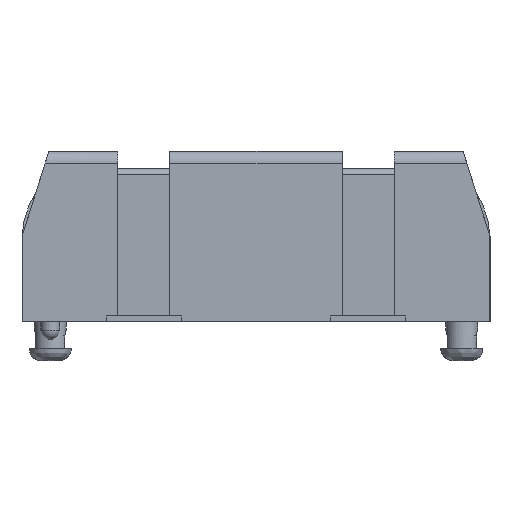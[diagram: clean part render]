
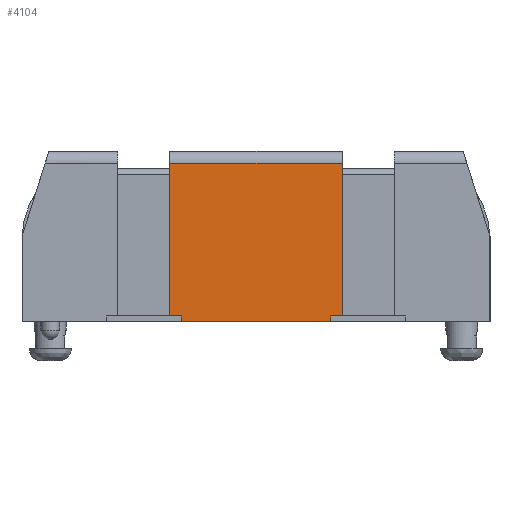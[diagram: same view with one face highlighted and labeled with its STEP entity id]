
A CAD part, left-side view. The second image highlights one B-rep face of the part: STEP entity #4104.
In plain terms, the highlighted planar face has unit normal (-1, 0, 0).
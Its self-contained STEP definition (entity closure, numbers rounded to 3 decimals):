
#141=PLANE('',#4392);
#340=FACE_OUTER_BOUND('',#555,.T.);
#555=EDGE_LOOP('',(#3313,#3314,#3315,#3316,#3317,#3318,#3319,#3320));
#815=LINE('',#5752,#1310);
#823=LINE('',#5769,#1318);
#962=LINE('',#6385,#1457);
#987=LINE('',#6437,#1482);
#1007=LINE('',#6491,#1502);
#1010=LINE('',#6496,#1505);
#1011=LINE('',#6498,#1506);
#1012=LINE('',#6499,#1507);
#1310=VECTOR('',#4628,10.);
#1318=VECTOR('',#4640,10.);
#1457=VECTOR('',#4989,10.);
#1482=VECTOR('',#5042,10.);
#1502=VECTOR('',#5092,10.);
#1505=VECTOR('',#5097,10.);
#1506=VECTOR('',#5098,10.);
#1507=VECTOR('',#5099,10.);
#1808=VERTEX_POINT('',#5745);
#1811=VERTEX_POINT('',#5750);
#1818=VERTEX_POINT('',#5768);
#1949=VERTEX_POINT('',#6381);
#1963=VERTEX_POINT('',#6436);
#1980=VERTEX_POINT('',#6487);
#1982=VERTEX_POINT('',#6490);
#1984=VERTEX_POINT('',#6497);
#2218=EDGE_CURVE('',#1811,#1808,#815,.T.);
#2226=EDGE_CURVE('',#1818,#1808,#823,.T.);
#2423=EDGE_CURVE('',#1818,#1949,#962,.T.);
#2450=EDGE_CURVE('',#1949,#1963,#987,.T.);
#2476=EDGE_CURVE('',#1982,#1980,#1007,.T.);
#2479=EDGE_CURVE('',#1982,#1811,#1010,.T.);
#2480=EDGE_CURVE('',#1980,#1984,#1011,.T.);
#2481=EDGE_CURVE('',#1984,#1963,#1012,.T.);
#3313=ORIENTED_EDGE('',*,*,#2218,.F.);
#3314=ORIENTED_EDGE('',*,*,#2479,.F.);
#3315=ORIENTED_EDGE('',*,*,#2476,.T.);
#3316=ORIENTED_EDGE('',*,*,#2480,.T.);
#3317=ORIENTED_EDGE('',*,*,#2481,.T.);
#3318=ORIENTED_EDGE('',*,*,#2450,.F.);
#3319=ORIENTED_EDGE('',*,*,#2423,.F.);
#3320=ORIENTED_EDGE('',*,*,#2226,.T.);
#4104=ADVANCED_FACE('',(#340),#141,.T.);
#4392=AXIS2_PLACEMENT_3D('',#6495,#5095,#5096);
#4628=DIRECTION('',(0.,-1.,0.));
#4640=DIRECTION('',(0.,0.,1.));
#4989=DIRECTION('',(0.,1.,0.));
#5042=DIRECTION('',(0.,0.,-1.));
#5092=DIRECTION('',(0.,-1.,0.));
#5095=DIRECTION('center_axis',(-1.,0.,0.));
#5096=DIRECTION('ref_axis',(0.,-1.,0.));
#5097=DIRECTION('',(0.,0.,1.));
#5098=DIRECTION('',(0.,0.,-1.));
#5099=DIRECTION('',(0.,-1.,0.));
#5745=CARTESIAN_POINT('',(0.,12.55,13.5));
#5750=CARTESIAN_POINT('',(0.,27.25,13.5));
#5752=CARTESIAN_POINT('',(0.,28.55,13.5));
#5768=CARTESIAN_POINT('',(0.,12.55,0.5));
#5769=CARTESIAN_POINT('',(0.,12.55,0.));
#6381=CARTESIAN_POINT('',(0.,13.55,0.5));
#6385=CARTESIAN_POINT('',(0.,12.8,0.5));
#6436=CARTESIAN_POINT('',(0.,13.55,0.));
#6437=CARTESIAN_POINT('',(0.,13.55,0.));
#6487=CARTESIAN_POINT('',(0.,26.25,0.5));
#6490=CARTESIAN_POINT('',(0.,27.25,0.5));
#6491=CARTESIAN_POINT('',(0.,27.,0.5));
#6495=CARTESIAN_POINT('Origin',(0.,27.25,0.));
#6496=CARTESIAN_POINT('',(0.,27.25,0.));
#6497=CARTESIAN_POINT('',(0.,26.25,0.));
#6498=CARTESIAN_POINT('',(0.,26.25,0.));
#6499=CARTESIAN_POINT('',(0.,27.25,0.));
